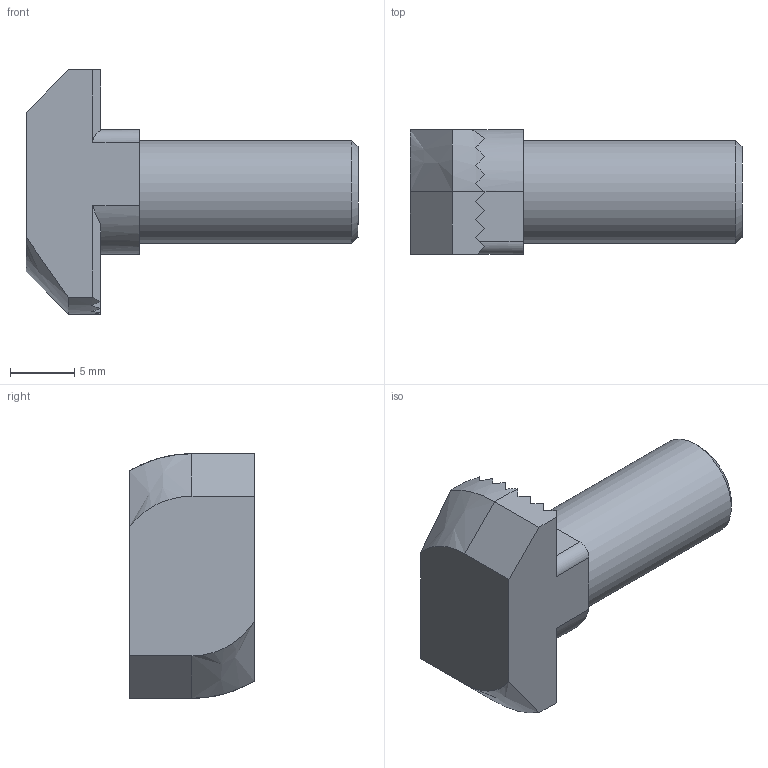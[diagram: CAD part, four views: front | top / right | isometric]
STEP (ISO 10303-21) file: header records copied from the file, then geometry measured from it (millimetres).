
FILE_DESCRIPTION(/* description */ (''),/* implementation_level */ '2;1');
FILE_NAME(/* name */ '200820T.stp',/* time_stamp */ '2014-03-13T20:41:29+01:00',/* author */ ('jank'),/* organization */ ('Alutec K&K'),/* preprocessor_version */ 'ST-DEVELOPER v15.2',/* originating_system */ 'Autodesk Inventor 2014',/* authorisation */ '');
FILE_SCHEMA (('AUTOMOTIVE_DESIGN { 1 0 10303 214 3 1 1 }'));
Length unit declared in the file: millimetre
Products named in the file (1): 200820T
Bounding box: 25.8 x 9.7 x 19 mm (x, y, z)
Volume: 2003.3 mm3; surface area: 1162.6 mm2
Topology: 1 solids, 1 shells, 49 faces, 135 edges, 89 vertices
Faces by surface type: plane 39, cylinder 7, bspline 2, cone 1
Full cylindrical faces by diameter (mm): 8 x1
Entity records: 1622 total; most frequent: CARTESIAN_POINT 318, DIRECTION 270, ORIENTED_EDGE 266, EDGE_CURVE 133, AXIS2_PLACEMENT_3D 91, VERTEX_POINT 89, LINE 88, VECTOR 88
